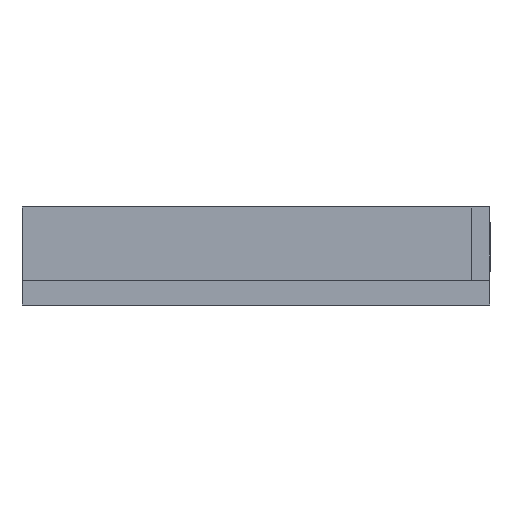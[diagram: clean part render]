
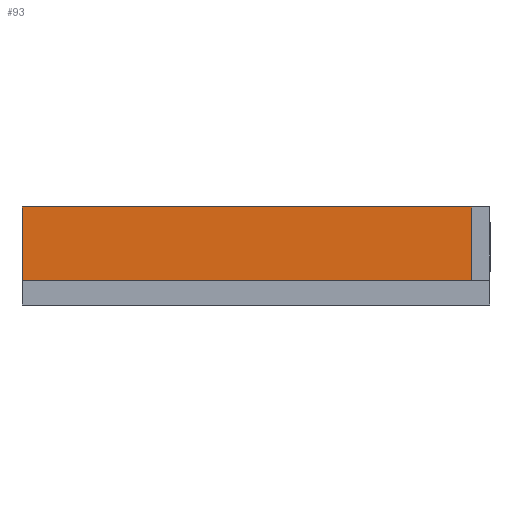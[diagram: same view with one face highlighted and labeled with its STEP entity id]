
A CAD part, front view. The second image highlights one B-rep face of the part: STEP entity #93.
In plain terms, the highlighted planar face has unit normal (0, -1, 0).
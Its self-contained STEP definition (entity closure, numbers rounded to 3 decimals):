
#93=ADVANCED_FACE('',(#214),#2255,.T.);
#214=FACE_OUTER_BOUND('',#364,.T.);
#364=EDGE_LOOP('',(#601,#602,#603,#604));
#601=ORIENTED_EDGE('',*,*,#1246,.T.);
#602=ORIENTED_EDGE('',*,*,#1244,.F.);
#603=ORIENTED_EDGE('',*,*,#1247,.T.);
#604=ORIENTED_EDGE('',*,*,#1248,.T.);
#1244=EDGE_CURVE('',#1947,#1948,#1850,.T.);
#1246=EDGE_CURVE('',#2007,#1948,#1852,.T.);
#1247=EDGE_CURVE('',#1947,#2008,#1853,.T.);
#1248=EDGE_CURVE('',#2008,#2007,#1854,.T.);
#1850=B_SPLINE_CURVE_WITH_KNOTS('',1,(#2999,#3000),.UNSPECIFIED.,.F.,.F.,
(2,2),(0.,36.7),.UNSPECIFIED.);
#1852=B_SPLINE_CURVE_WITH_KNOTS('',1,(#3003,#3004),.UNSPECIFIED.,.F.,.F.,
(2,2),(0.,6.),.UNSPECIFIED.);
#1853=B_SPLINE_CURVE_WITH_KNOTS('',1,(#3005,#3006),.UNSPECIFIED.,.F.,.F.,
(2,2),(0.,6.),.UNSPECIFIED.);
#1854=B_SPLINE_CURVE_WITH_KNOTS('',1,(#3007,#3008),.UNSPECIFIED.,.F.,.F.,
(2,2),(0.,36.7),.UNSPECIFIED.);
#1947=VERTEX_POINT('',#2756);
#1948=VERTEX_POINT('',#2757);
#2007=VERTEX_POINT('',#2816);
#2008=VERTEX_POINT('',#2817);
#2255=PLANE('',#2380);
#2380=AXIS2_PLACEMENT_3D('',#2628,#2504,$);
#2504=DIRECTION('',(0.,-1.,0.));
#2628=CARTESIAN_POINT('',(-22.92,-1.5,8.72));
#2756=CARTESIAN_POINT('',(-19.13,-1.5,8.));
#2757=CARTESIAN_POINT('',(17.57,-1.5,8.));
#2816=CARTESIAN_POINT('',(17.57,-1.5,2.));
#2817=CARTESIAN_POINT('',(-19.13,-1.5,2.));
#2999=CARTESIAN_POINT('',(-19.13,-1.5,8.));
#3000=CARTESIAN_POINT('',(17.57,-1.5,8.));
#3003=CARTESIAN_POINT('',(17.57,-1.5,2.));
#3004=CARTESIAN_POINT('',(17.57,-1.5,8.));
#3005=CARTESIAN_POINT('',(-19.13,-1.5,8.));
#3006=CARTESIAN_POINT('',(-19.13,-1.5,2.));
#3007=CARTESIAN_POINT('',(-19.13,-1.5,2.));
#3008=CARTESIAN_POINT('',(17.57,-1.5,2.));
